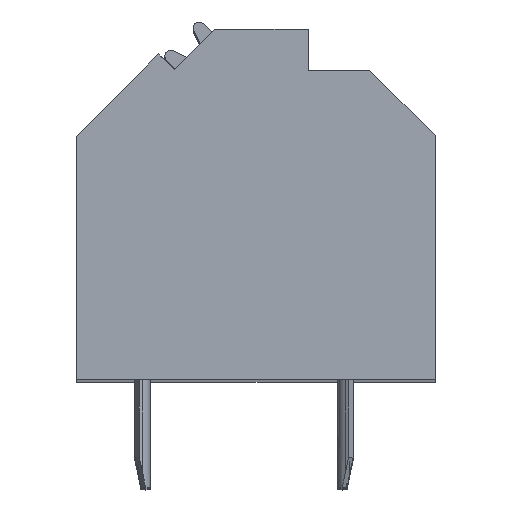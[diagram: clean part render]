
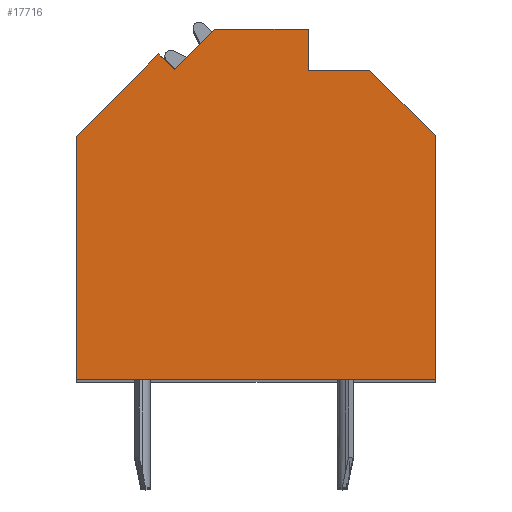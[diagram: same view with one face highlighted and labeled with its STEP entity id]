
A CAD part, top view. The second image highlights one B-rep face of the part: STEP entity #17716.
In plain terms, the highlighted planar face has unit normal (0, 0, 1).
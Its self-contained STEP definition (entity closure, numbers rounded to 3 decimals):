
#5505=DIRECTION('',(-0.707,-0.707,0.));
#5506=VECTOR('',#5505,1.897);
#5507=CARTESIAN_POINT('',(-1.39,5.718,52.935));
#5508=LINE('',#5507,#5506);
#5509=DIRECTION('',(-1.,0.,0.));
#5510=VECTOR('',#5509,3.14);
#5511=CARTESIAN_POINT('',(1.75,5.718,52.935));
#5512=LINE('',#5511,#5510);
#5513=DIRECTION('',(0.,1.,0.));
#5514=VECTOR('',#5513,1.368);
#5515=CARTESIAN_POINT('',(1.75,4.35,52.935));
#5516=LINE('',#5515,#5514);
#5517=DIRECTION('',(-1.,0.,0.));
#5518=VECTOR('',#5517,2.05);
#5519=CARTESIAN_POINT('',(3.8,4.35,52.935));
#5520=LINE('',#5519,#5518);
#5521=DIRECTION('',(-0.707,0.707,0.));
#5522=VECTOR('',#5521,3.111);
#5523=CARTESIAN_POINT('',(6.,2.15,52.935));
#5524=LINE('',#5523,#5522);
#5525=DIRECTION('',(0.,1.,0.));
#5526=VECTOR('',#5525,8.15);
#5527=CARTESIAN_POINT('',(6.,-6.,52.935));
#5528=LINE('',#5527,#5526);
#5529=DIRECTION('',(1.,0.,0.));
#5530=VECTOR('',#5529,12.);
#5531=CARTESIAN_POINT('',(-6.,-6.,52.935));
#5532=LINE('',#5531,#5530);
#5533=DIRECTION('',(0.,-1.,0.));
#5534=VECTOR('',#5533,8.14);
#5535=CARTESIAN_POINT('',(-6.,2.14,52.935));
#5536=LINE('',#5535,#5534);
#5537=DIRECTION('',(-0.707,-0.707,0.));
#5538=VECTOR('',#5537,3.892);
#5539=CARTESIAN_POINT('',(-3.248,4.892,52.935));
#5540=LINE('',#5539,#5538);
#5541=DIRECTION('',(-0.707,0.707,0.));
#5542=VECTOR('',#5541,0.73);
#5543=CARTESIAN_POINT('',(-2.732,4.376,52.935));
#5544=LINE('',#5543,#5542);
#8245=CARTESIAN_POINT('',(-1.39,5.718,52.935));
#8246=CARTESIAN_POINT('',(-2.732,4.376,52.935));
#8247=VERTEX_POINT('',#8245);
#8248=VERTEX_POINT('',#8246);
#8249=CARTESIAN_POINT('',(-3.248,4.892,52.935));
#8250=VERTEX_POINT('',#8249);
#8251=CARTESIAN_POINT('',(-6.,2.14,52.935));
#8252=VERTEX_POINT('',#8251);
#8253=CARTESIAN_POINT('',(-6.,-6.,52.935));
#8254=VERTEX_POINT('',#8253);
#8255=CARTESIAN_POINT('',(6.,-6.,52.935));
#8256=VERTEX_POINT('',#8255);
#8257=CARTESIAN_POINT('',(6.,2.15,52.935));
#8258=VERTEX_POINT('',#8257);
#8259=CARTESIAN_POINT('',(3.8,4.35,52.935));
#8260=VERTEX_POINT('',#8259);
#8261=CARTESIAN_POINT('',(1.75,4.35,52.935));
#8262=VERTEX_POINT('',#8261);
#8263=CARTESIAN_POINT('',(1.75,5.718,52.935));
#8264=VERTEX_POINT('',#8263);
#17699=CARTESIAN_POINT('',(0.,0.,52.935));
#17700=DIRECTION('',(0.,0.,1.));
#17701=DIRECTION('',(1.,0.,0.));
#17702=AXIS2_PLACEMENT_3D('',#17699,#17700,#17701);
#17703=PLANE('',#17702);
#17704=ORIENTED_EDGE('',*,*,#11144,.F.);
#17705=ORIENTED_EDGE('',*,*,#13944,.F.);
#17706=ORIENTED_EDGE('',*,*,#13958,.F.);
#17707=ORIENTED_EDGE('',*,*,#13972,.F.);
#17708=ORIENTED_EDGE('',*,*,#13986,.F.);
#17709=ORIENTED_EDGE('',*,*,#14000,.F.);
#17710=ORIENTED_EDGE('',*,*,#14014,.F.);
#17711=ORIENTED_EDGE('',*,*,#14535,.F.);
#17712=ORIENTED_EDGE('',*,*,#14993,.F.);
#17713=ORIENTED_EDGE('',*,*,#10820,.F.);
#17714=EDGE_LOOP('',(#17704,#17705,#17706,#17707,#17708,#17709,#17710,#17711,
#17712,#17713));
#17715=FACE_OUTER_BOUND('',#17714,.F.);
#10820=EDGE_CURVE('',#8248,#8250,#5544,.T.);
#11144=EDGE_CURVE('',#8247,#8248,#5508,.T.);
#13944=EDGE_CURVE('',#8264,#8247,#5512,.T.);
#13958=EDGE_CURVE('',#8262,#8264,#5516,.T.);
#13972=EDGE_CURVE('',#8260,#8262,#5520,.T.);
#13986=EDGE_CURVE('',#8258,#8260,#5524,.T.);
#14000=EDGE_CURVE('',#8256,#8258,#5528,.T.);
#14014=EDGE_CURVE('',#8254,#8256,#5532,.T.);
#14535=EDGE_CURVE('',#8252,#8254,#5536,.T.);
#14993=EDGE_CURVE('',#8250,#8252,#5540,.T.);
#17716=ADVANCED_FACE('',(#17715),#17703,.T.);
